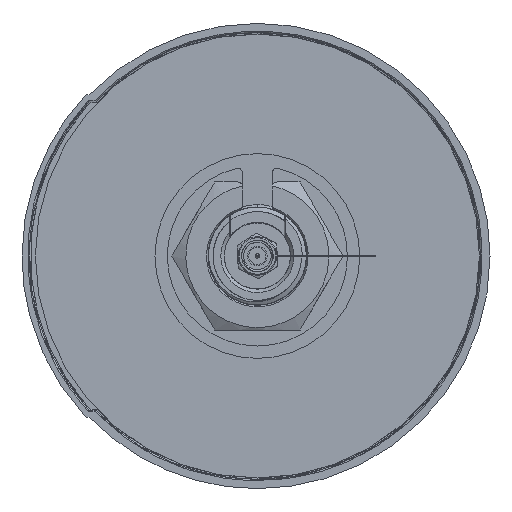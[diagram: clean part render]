
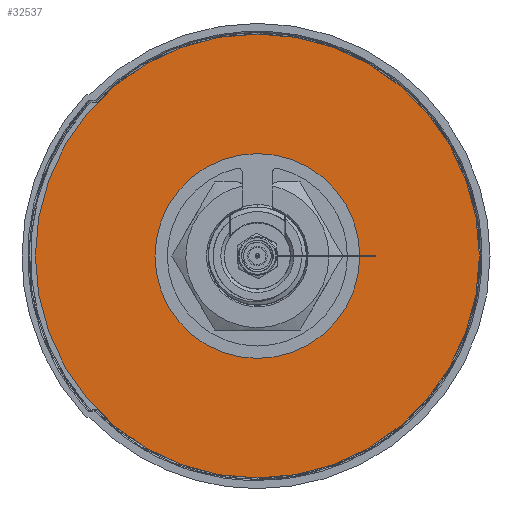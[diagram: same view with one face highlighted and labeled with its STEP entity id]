
A CAD part, front view. The second image highlights one B-rep face of the part: STEP entity #32537.
In plain terms, the highlighted planar face has unit normal (0, -1, 0).
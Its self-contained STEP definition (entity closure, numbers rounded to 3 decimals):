
#2463 = DIRECTION ( 'NONE',  ( 0., 0., -1. ) ) ;
#3302 = CIRCLE ( 'NONE', #33388, 45. ) ;
#5256 = AXIS2_PLACEMENT_3D ( 'NONE', #25889, #14664, #20215 ) ;
#7486 = AXIS2_PLACEMENT_3D ( 'NONE', #29469, #35162, #32413 ) ;
#8148 = DIRECTION ( 'NONE',  ( 0., 0., -1. ) ) ;
#8239 = CARTESIAN_POINT ( 'NONE',  ( 0., -2., 45. ) ) ;
#11121 = DIRECTION ( 'NONE',  ( 0., 1., 0. ) ) ;
#11633 = EDGE_CURVE ( 'NONE', #16321, #30775, #22352, .T. ) ;
#12486 = EDGE_CURVE ( 'NONE', #30271, #28763, #29995, .T. ) ;
#13136 = FACE_BOUND ( 'NONE', #19906, .T. ) ;
#13315 = DIRECTION ( 'NONE',  ( 0., 1., 0. ) ) ;
#13893 = EDGE_CURVE ( 'NONE', #28763, #30271, #3302, .T. ) ;
#13898 = CARTESIAN_POINT ( 'NONE',  ( 0., -2., 0. ) ) ;
#14664 = DIRECTION ( 'NONE',  ( 0., 1., 0. ) ) ;
#16321 = VERTEX_POINT ( 'NONE', #25082 ) ;
#17482 = EDGE_CURVE ( 'NONE', #30775, #16321, #32166, .T. ) ;
#18495 = ORIENTED_EDGE ( 'NONE', *, *, #12486, .F. ) ;
#18697 = PLANE ( 'NONE',  #34113 ) ;
#19279 = DIRECTION ( 'NONE',  ( 0., 1., 0. ) ) ;
#19906 = EDGE_LOOP ( 'NONE', ( #21427, #29557 ) ) ;
#20215 = DIRECTION ( 'NONE',  ( 0., 0., -1. ) ) ;
#21427 = ORIENTED_EDGE ( 'NONE', *, *, #11633, .T. ) ;
#21628 = FACE_OUTER_BOUND ( 'NONE', #25549, .T. ) ;
#22220 = CARTESIAN_POINT ( 'NONE',  ( 0., -2., 0. ) ) ;
#22352 = CIRCLE ( 'NONE', #5256, 20.75 ) ;
#23081 = ORIENTED_EDGE ( 'NONE', *, *, #13893, .F. ) ;
#25082 = CARTESIAN_POINT ( 'NONE',  ( 0., -2., 20.75 ) ) ;
#25114 = DIRECTION ( 'NONE',  ( 0., 0., -1. ) ) ;
#25549 = EDGE_LOOP ( 'NONE', ( #23081, #18495 ) ) ;
#25889 = CARTESIAN_POINT ( 'NONE',  ( 0., -2., 0. ) ) ;
#26471 = AXIS2_PLACEMENT_3D ( 'NONE', #13898, #11121, #25114 ) ;
#28763 = VERTEX_POINT ( 'NONE', #8239 ) ;
#29469 = CARTESIAN_POINT ( 'NONE',  ( 0., -2., 0. ) ) ;
#29557 = ORIENTED_EDGE ( 'NONE', *, *, #17482, .T. ) ;
#29995 = CIRCLE ( 'NONE', #26471, 45. ) ;
#30271 = VERTEX_POINT ( 'NONE', #35024 ) ;
#30775 = VERTEX_POINT ( 'NONE', #35718 ) ;
#32166 = CIRCLE ( 'NONE', #7486, 20.75 ) ;
#32413 = DIRECTION ( 'NONE',  ( 0., 0., -1. ) ) ;
#32537 = ADVANCED_FACE ( 'NONE', ( #21628, #13136 ), #18697, .F. ) ;
#33388 = AXIS2_PLACEMENT_3D ( 'NONE', #22220, #19279, #2463 ) ;
#34113 = AXIS2_PLACEMENT_3D ( 'NONE', #35942, #13315, #8148 ) ;
#35024 = CARTESIAN_POINT ( 'NONE',  ( 0., -2., -45. ) ) ;
#35162 = DIRECTION ( 'NONE',  ( 0., 1., 0. ) ) ;
#35718 = CARTESIAN_POINT ( 'NONE',  ( 0., -2., -20.75 ) ) ;
#35942 = CARTESIAN_POINT ( 'NONE',  ( 0., -2., 0. ) ) ;
